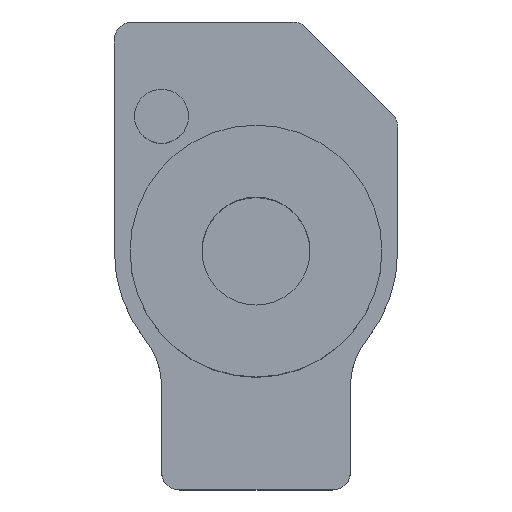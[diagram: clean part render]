
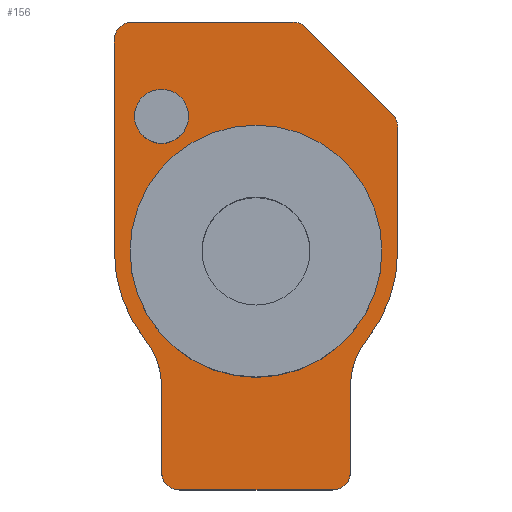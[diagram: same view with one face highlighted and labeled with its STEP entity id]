
A CAD part, top view. The second image highlights one B-rep face of the part: STEP entity #156.
In plain terms, the highlighted planar face has unit normal (0, 0, 1).
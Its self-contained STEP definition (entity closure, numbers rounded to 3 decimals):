
#55=LINE('',#772,#89);
#59=LINE('',#781,#93);
#63=LINE('',#797,#97);
#68=LINE('',#808,#102);
#72=LINE('',#817,#106);
#76=LINE('',#826,#110);
#80=LINE('',#842,#114);
#89=VECTOR('',#618,1.);
#93=VECTOR('',#624,1.);
#97=VECTOR('',#642,1.);
#102=VECTOR('',#649,1.);
#106=VECTOR('',#655,1.);
#110=VECTOR('',#661,1.);
#114=VECTOR('',#679,1.);
#127=FACE_BOUND('',#232,.T.);
#128=FACE_BOUND('',#233,.T.);
#129=FACE_BOUND('',#234,.T.);
#156=ADVANCED_FACE('',(#127,#128,#129),#181,.T.);
#181=PLANE('',#565);
#232=EDGE_LOOP('',(#330));
#233=EDGE_LOOP('',(#331,#332,#333,#334,#335,#336,#337,#338,#339,#340,#341,
#342,#343,#344,#345,#346));
#234=EDGE_LOOP('',(#347));
#330=ORIENTED_EDGE('',*,*,#431,.F.);
#331=ORIENTED_EDGE('',*,*,#478,.T.);
#332=ORIENTED_EDGE('',*,*,#457,.F.);
#333=ORIENTED_EDGE('',*,*,#479,.T.);
#334=ORIENTED_EDGE('',*,*,#453,.F.);
#335=ORIENTED_EDGE('',*,*,#480,.T.);
#336=ORIENTED_EDGE('',*,*,#448,.F.);
#337=ORIENTED_EDGE('',*,*,#445,.F.);
#338=ORIENTED_EDGE('',*,*,#442,.F.);
#339=ORIENTED_EDGE('',*,*,#440,.F.);
#340=ORIENTED_EDGE('',*,*,#481,.T.);
#341=ORIENTED_EDGE('',*,*,#436,.F.);
#342=ORIENTED_EDGE('',*,*,#482,.T.);
#343=ORIENTED_EDGE('',*,*,#469,.F.);
#344=ORIENTED_EDGE('',*,*,#466,.F.);
#345=ORIENTED_EDGE('',*,*,#463,.F.);
#346=ORIENTED_EDGE('',*,*,#461,.F.);
#347=ORIENTED_EDGE('',*,*,#483,.F.);
#385=VERTEX_POINT('',#760);
#388=VERTEX_POINT('',#771);
#389=VERTEX_POINT('',#773);
#392=VERTEX_POINT('',#780);
#393=VERTEX_POINT('',#782);
#394=VERTEX_POINT('',#786);
#396=VERTEX_POINT('',#792);
#398=VERTEX_POINT('',#798);
#402=VERTEX_POINT('',#807);
#403=VERTEX_POINT('',#809);
#406=VERTEX_POINT('',#816);
#407=VERTEX_POINT('',#818);
#410=VERTEX_POINT('',#825);
#411=VERTEX_POINT('',#827);
#412=VERTEX_POINT('',#831);
#414=VERTEX_POINT('',#837);
#416=VERTEX_POINT('',#843);
#419=VERTEX_POINT('',#862);
#431=EDGE_CURVE('',#385,#385,#493,.T.);
#436=EDGE_CURVE('',#388,#389,#55,.T.);
#440=EDGE_CURVE('',#392,#393,#59,.T.);
#442=EDGE_CURVE('',#393,#394,#494,.T.);
#445=EDGE_CURVE('',#394,#396,#496,.T.);
#448=EDGE_CURVE('',#396,#398,#63,.T.);
#453=EDGE_CURVE('',#402,#403,#68,.T.);
#457=EDGE_CURVE('',#406,#407,#72,.T.);
#461=EDGE_CURVE('',#410,#411,#76,.T.);
#463=EDGE_CURVE('',#411,#412,#498,.T.);
#466=EDGE_CURVE('',#412,#414,#500,.T.);
#469=EDGE_CURVE('',#414,#416,#80,.T.);
#478=EDGE_CURVE('',#410,#407,#508,.T.);
#479=EDGE_CURVE('',#406,#403,#509,.T.);
#480=EDGE_CURVE('',#402,#398,#510,.T.);
#481=EDGE_CURVE('',#392,#389,#511,.T.);
#482=EDGE_CURVE('',#388,#416,#512,.T.);
#483=EDGE_CURVE('',#419,#419,#513,.T.);
#493=CIRCLE('',#528,14.);
#494=CIRCLE('',#535,8.);
#496=CIRCLE('',#538,15.75);
#498=CIRCLE('',#545,15.75);
#500=CIRCLE('',#548,8.);
#508=CIRCLE('',#559,2.);
#509=CIRCLE('',#560,2.);
#510=CIRCLE('',#561,2.);
#511=CIRCLE('',#562,2.);
#512=CIRCLE('',#563,2.);
#513=CIRCLE('',#564,3.);
#528=AXIS2_PLACEMENT_3D('',#759,#604,#605);
#535=AXIS2_PLACEMENT_3D('',#785,#628,#629);
#538=AXIS2_PLACEMENT_3D('',#791,#635,#636);
#545=AXIS2_PLACEMENT_3D('',#830,#665,#666);
#548=AXIS2_PLACEMENT_3D('',#836,#672,#673);
#559=AXIS2_PLACEMENT_3D('',#856,#698,#699);
#560=AXIS2_PLACEMENT_3D('',#857,#700,#701);
#561=AXIS2_PLACEMENT_3D('',#858,#702,#703);
#562=AXIS2_PLACEMENT_3D('',#859,#704,#705);
#563=AXIS2_PLACEMENT_3D('',#860,#706,#707);
#564=AXIS2_PLACEMENT_3D('',#861,#708,#709);
#565=AXIS2_PLACEMENT_3D('',#863,#710,#711);
#604=DIRECTION('',(0.,0.,1.));
#605=DIRECTION('',(-1.,0.,0.));
#618=DIRECTION('',(-1.,0.,0.));
#624=DIRECTION('',(0.,1.,0.));
#628=DIRECTION('',(0.,0.,1.));
#629=DIRECTION('',(-1.,0.,0.));
#635=DIRECTION('',(0.,0.,-1.));
#636=DIRECTION('',(-1.,0.,0.));
#642=DIRECTION('',(0.,1.,0.));
#649=DIRECTION('',(1.,0.,0.));
#655=DIRECTION('',(0.707,-0.707,0.));
#661=DIRECTION('',(0.,-1.,0.));
#665=DIRECTION('',(0.,0.,-1.));
#666=DIRECTION('',(-1.,0.,0.));
#672=DIRECTION('',(0.,0.,1.));
#673=DIRECTION('',(-1.,0.,0.));
#679=DIRECTION('',(0.,-1.,0.));
#698=DIRECTION('',(0.,0.,1.));
#699=DIRECTION('',(1.,0.,0.));
#700=DIRECTION('',(0.,0.,1.));
#701=DIRECTION('',(1.,0.,0.));
#702=DIRECTION('',(0.,0.,1.));
#703=DIRECTION('',(1.,0.,0.));
#704=DIRECTION('',(0.,0.,1.));
#705=DIRECTION('',(1.,0.,0.));
#706=DIRECTION('',(0.,0.,1.));
#707=DIRECTION('',(1.,0.,0.));
#708=DIRECTION('',(0.,0.,1.));
#709=DIRECTION('',(0.,-1.,0.));
#710=DIRECTION('',(0.,0.,1.));
#711=DIRECTION('',(1.,0.,0.));
#759=CARTESIAN_POINT('',(0.,0.,10.));
#760=CARTESIAN_POINT('',(-14.,0.,10.));
#771=CARTESIAN_POINT('',(8.5,-26.5,10.));
#772=CARTESIAN_POINT('',(10.5,-26.5,10.));
#773=CARTESIAN_POINT('',(-8.5,-26.5,10.));
#780=CARTESIAN_POINT('',(-10.5,-24.5,10.));
#781=CARTESIAN_POINT('',(-10.5,-26.5,10.));
#782=CARTESIAN_POINT('',(-10.5,-14.893,10.));
#785=CARTESIAN_POINT('',(-18.5,-14.893,10.));
#786=CARTESIAN_POINT('',(-12.268,-9.877,10.));
#791=CARTESIAN_POINT('',(0.,0.,10.));
#792=CARTESIAN_POINT('',(-15.75,0.,10.));
#797=CARTESIAN_POINT('',(-15.75,0.,10.));
#798=CARTESIAN_POINT('',(-15.75,23.5,10.));
#807=CARTESIAN_POINT('',(-13.75,25.5,10.));
#808=CARTESIAN_POINT('',(-15.75,25.5,10.));
#809=CARTESIAN_POINT('',(4.077,25.5,10.));
#816=CARTESIAN_POINT('',(5.491,24.914,10.));
#817=CARTESIAN_POINT('',(4.906,25.5,10.));
#818=CARTESIAN_POINT('',(15.164,15.241,10.));
#825=CARTESIAN_POINT('',(15.75,13.827,10.));
#826=CARTESIAN_POINT('',(15.75,14.656,10.));
#827=CARTESIAN_POINT('',(15.75,0.,10.));
#830=CARTESIAN_POINT('',(0.,0.,10.));
#831=CARTESIAN_POINT('',(12.268,-9.877,10.));
#836=CARTESIAN_POINT('',(18.5,-14.893,10.));
#837=CARTESIAN_POINT('',(10.5,-14.893,10.));
#842=CARTESIAN_POINT('',(10.5,-14.893,10.));
#843=CARTESIAN_POINT('',(10.5,-24.5,10.));
#856=CARTESIAN_POINT('',(13.75,13.827,10.));
#857=CARTESIAN_POINT('',(4.077,23.5,10.));
#858=CARTESIAN_POINT('',(-13.75,23.5,10.));
#859=CARTESIAN_POINT('',(-8.5,-24.5,10.));
#860=CARTESIAN_POINT('',(8.5,-24.5,10.));
#861=CARTESIAN_POINT('',(-10.5,15.,10.));
#862=CARTESIAN_POINT('',(-10.5,12.,10.));
#863=CARTESIAN_POINT('',(-18.5,-14.893,10.));
